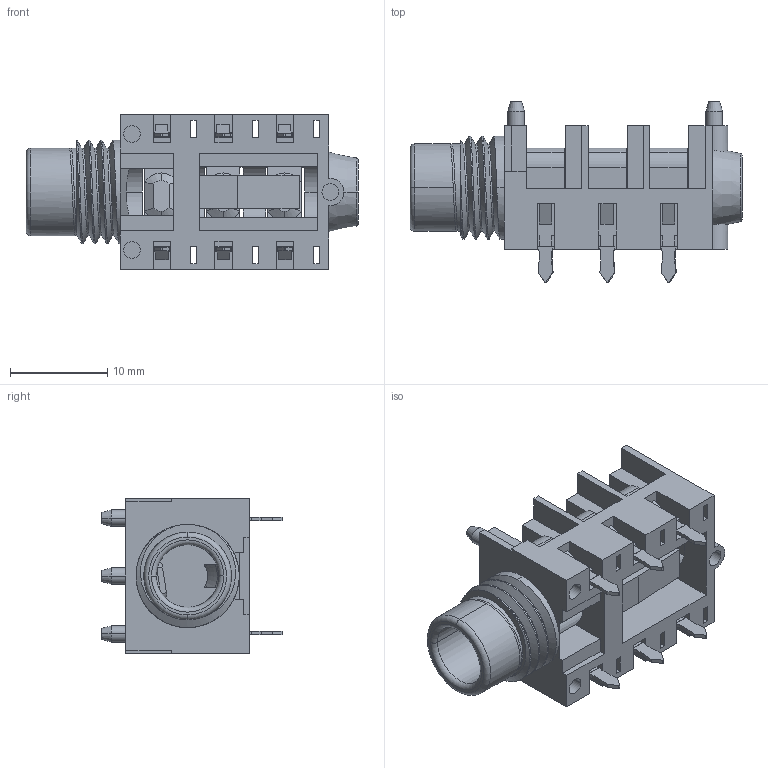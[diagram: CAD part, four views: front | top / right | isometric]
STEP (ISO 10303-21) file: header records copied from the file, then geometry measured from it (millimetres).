
FILE_DESCRIPTION (( 'STEP AP203' ), '1' );
FILE_NAME ('IO-TJ6HH.stp', '2022-06-21T21:44:27', ( '' ), ( '' ), 'SwSTEP 2.0', 'SolidWorks 2018', '' );
FILE_SCHEMA (( 'CONFIG_CONTROL_DESIGN' ));
Length unit declared in the file: millimetre
Products named in the file (1): IO-TJ6HH
Bounding box: 34.1 x 18.6 x 15.9 mm (x, y, z)
Volume: 2335.8 mm3; surface area: 4433.9 mm2
Topology: 13 solids, 13 shells, 518 faces, 1460 edges, 951 vertices
Faces by surface type: plane 405, cylinder 55, cone 38, bspline 14, torus 6
Entity records: 18847 total; most frequent: CARTESIAN_POINT 5407, ORIENTED_EDGE 2920, DIRECTION 2554, EDGE_CURVE 1460, LINE 1172, VECTOR 1172, VERTEX_POINT 951, AXIS2_PLACEMENT_3D 691
